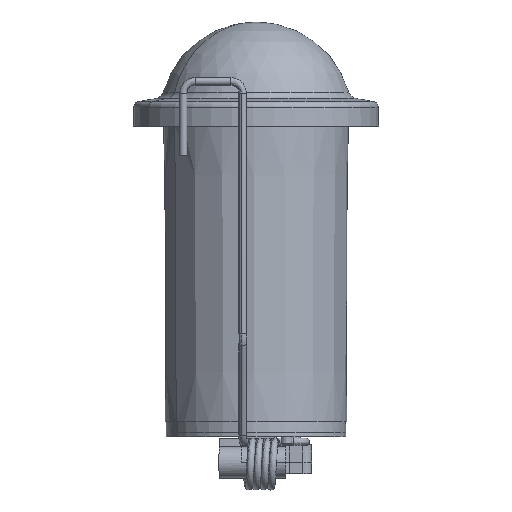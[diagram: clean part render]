
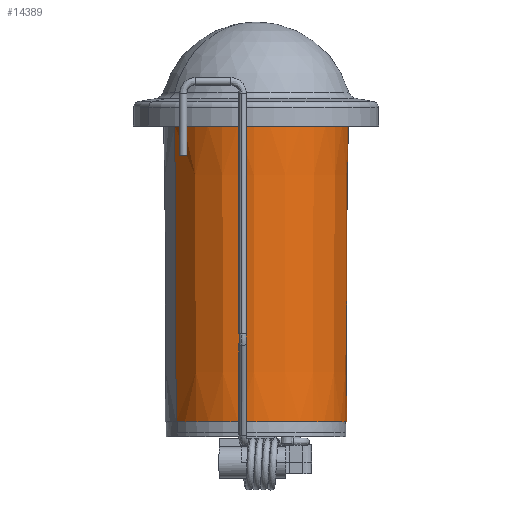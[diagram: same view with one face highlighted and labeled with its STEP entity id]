
A CAD part, front view. The second image highlights one B-rep face of the part: STEP entity #14389.
In plain terms, the highlighted conical face has half-angle 0.3 degrees and reference radius 12.242 mm.
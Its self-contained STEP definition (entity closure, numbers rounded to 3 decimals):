
#14283=AXIS2_PLACEMENT_3D('Circle Axis2P3D',#14281,#14282,$) ;
#14350=AXIS2_PLACEMENT_3D('Cone Axis2P3D',#14347,#14348,#14349) ;
#14380=AXIS2_PLACEMENT_3D('Circle Axis2P3D',#14378,#14379,$) ;
#14281=CARTESIAN_POINT('Axis2P3D Location',(0.,0.,-40.8)) ;
#14285=CARTESIAN_POINT('Vertex',(-10.743,-5.869,-40.8)) ;
#14287=CARTESIAN_POINT('Vertex',(10.743,5.869,-40.8)) ;
#14347=CARTESIAN_POINT('Axis2P3D Location',(0.,0.,-40.8)) ;
#14352=CARTESIAN_POINT('Line Origine',(-10.834,-5.919,-20.9)) ;
#14356=CARTESIAN_POINT('Vertex',(-10.926,-5.969,-1.)) ;
#14363=CARTESIAN_POINT('Vertex',(10.926,5.969,-1.)) ;
#14366=CARTESIAN_POINT('Line Origine',(10.834,5.919,-20.9)) ;
#14378=CARTESIAN_POINT('Axis2P3D Location',(0.,0.,-1.)) ;
#14282=DIRECTION('Axis2P3D Direction',(0.,0.,1.)) ;
#14348=DIRECTION('Axis2P3D Direction',(0.,0.,1.)) ;
#14349=DIRECTION('Axis2P3D XDirection',(-0.878,-0.479,0.)) ;
#14353=DIRECTION('Vector Direction',(-0.005,-0.003,1.)) ;
#14367=DIRECTION('Vector Direction',(0.005,0.003,1.)) ;
#14379=DIRECTION('Axis2P3D Direction',(0.,0.,1.)) ;
#14354=VECTOR('Line Direction',#14353,1.) ;
#14368=VECTOR('Line Direction',#14367,1.) ;
#14384=ORIENTED_EDGE('',*,*,#14370,.T.) ;
#14385=ORIENTED_EDGE('',*,*,#14382,.F.) ;
#14386=ORIENTED_EDGE('',*,*,#14358,.F.) ;
#14387=ORIENTED_EDGE('',*,*,#14289,.T.) ;
#14389=ADVANCED_FACE('05-PM-1-1-01-002-E03-050612_TUBUS_08M.2\\Body.2',(#14388),#14351,.T.) ;
#14284=CIRCLE('generated circle',#14283,12.242) ;
#14381=CIRCLE('generated circle',#14380,12.45) ;
#14351=CONICAL_SURFACE('Cone',#14350,12.242,0.005) ;
#14289=EDGE_CURVE('',#14286,#14288,#14284,.T.) ;
#14358=EDGE_CURVE('',#14286,#14357,#14355,.T.) ;
#14370=EDGE_CURVE('',#14288,#14364,#14369,.T.) ;
#14382=EDGE_CURVE('',#14357,#14364,#14381,.T.) ;
#14383=EDGE_LOOP('',(#14384,#14385,#14386,#14387)) ;
#14388=FACE_OUTER_BOUND('',#14383,.T.) ;
#14355=LINE('Line',#14352,#14354) ;
#14369=LINE('Line',#14366,#14368) ;
#14286=VERTEX_POINT('',#14285) ;
#14288=VERTEX_POINT('',#14287) ;
#14357=VERTEX_POINT('',#14356) ;
#14364=VERTEX_POINT('',#14363) ;
